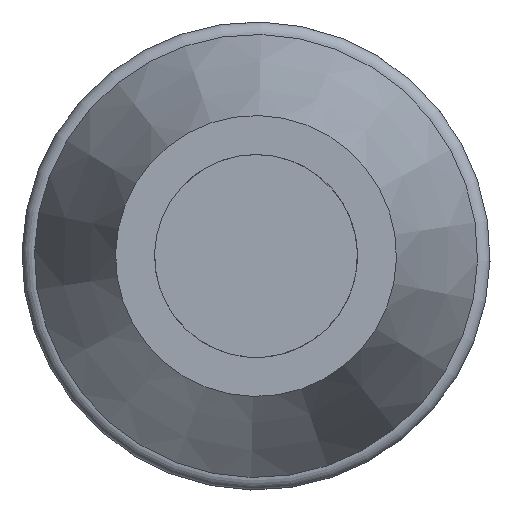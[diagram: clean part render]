
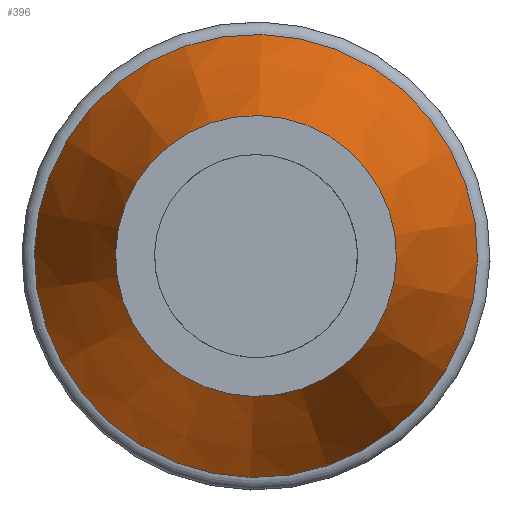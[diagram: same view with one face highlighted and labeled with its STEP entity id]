
A CAD part, left-side view. The second image highlights one B-rep face of the part: STEP entity #396.
In plain terms, the highlighted conical face has half-angle 20.376 degrees and reference radius 5.8 mm.
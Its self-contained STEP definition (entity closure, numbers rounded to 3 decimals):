
#141 = ORIENTED_EDGE ( 'NONE', *, *, #249, .T. ) ;
#144 = DIRECTION ( 'NONE',  ( -1., 0., 0. ) ) ;
#245 = EDGE_CURVE ( 'NONE', #1706, #1706, #1073, .T. ) ;
#249 = EDGE_CURVE ( 'NONE', #1736, #1736, #1537, .T. ) ;
#396 = ADVANCED_FACE ( 'NONE', ( #1534, #837 ), #616, .T. ) ;
#407 = AXIS2_PLACEMENT_3D ( 'NONE', #1671, #1408, #1709 ) ;
#435 = AXIS2_PLACEMENT_3D ( 'NONE', #1750, #1614, #1435 ) ;
#576 = ORIENTED_EDGE ( 'NONE', *, *, #245, .F. ) ;
#616 = CONICAL_SURFACE ( 'NONE', #407, 5.8, 0.356 ) ;
#686 = CARTESIAN_POINT ( 'NONE',  ( 253.1, 6.531, 10.881 ) ) ;
#731 = DIRECTION ( 'NONE',  ( 0., -0.66, 0.751 ) ) ;
#768 = EDGE_LOOP ( 'NONE', ( #141 ) ) ;
#837 = FACE_OUTER_BOUND ( 'NONE', #768, .T. ) ;
#851 = CARTESIAN_POINT ( 'NONE',  ( 260.1, 9.5, 7.5 ) ) ;
#885 = EDGE_LOOP ( 'NONE', ( #576 ) ) ;
#1073 = CIRCLE ( 'NONE', #435, 4.5 ) ;
#1408 = DIRECTION ( 'NONE',  ( 1., 0., 0. ) ) ;
#1435 = DIRECTION ( 'NONE',  ( 0., -0.66, 0.751 ) ) ;
#1509 = AXIS2_PLACEMENT_3D ( 'NONE', #851, #144, #731 ) ;
#1534 = FACE_BOUND ( 'NONE', #885, .T. ) ;
#1537 = CIRCLE ( 'NONE', #1509, 7.1 ) ;
#1614 = DIRECTION ( 'NONE',  ( -1., 0., 0. ) ) ;
#1671 = CARTESIAN_POINT ( 'NONE',  ( 256.6, 9.5, 7.5 ) ) ;
#1706 = VERTEX_POINT ( 'NONE', #686 ) ;
#1709 = DIRECTION ( 'NONE',  ( 0., -0.66, 0.751 ) ) ;
#1736 = VERTEX_POINT ( 'NONE', #1856 ) ;
#1750 = CARTESIAN_POINT ( 'NONE',  ( 253.1, 9.5, 7.5 ) ) ;
#1856 = CARTESIAN_POINT ( 'NONE',  ( 260.1, 4.815, 12.835 ) ) ;
